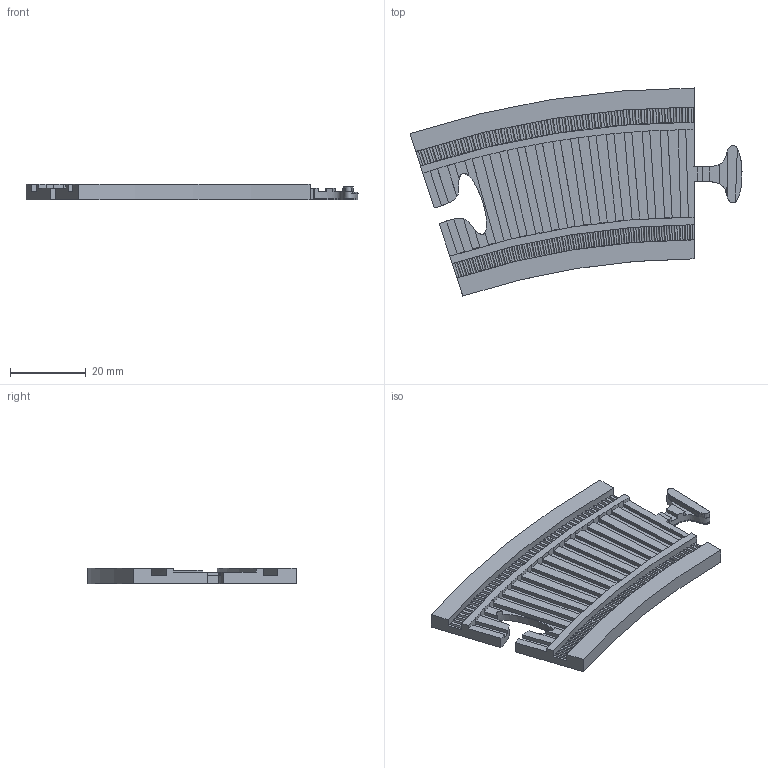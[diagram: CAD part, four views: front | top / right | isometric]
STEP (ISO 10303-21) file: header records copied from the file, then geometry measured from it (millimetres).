
FILE_DESCRIPTION(/* description */ ('','CAx-IF Rec.Pracs.---Representation and Presentation of Product Manufacturing Information (PMI)---4.0---2014-10-13'),/* implementation_level */ '2;1');
FILE_NAME(/* name */ 'Curved_ShortRail.step',/* time_stamp */ '2025-01-12T22:25:51+02:00',/* author */ (''),/* organization */ (''),/* preprocessor_version */ 'ST-DEVELOPER v20',/* originating_system */ 'Autodesk Translation Framework v13.20.0.188',/* authorisation */ '');
FILE_SCHEMA (('AP242_MANAGED_MODEL_BASED_3D_ENGINEERING_MIM_LF { 1 0 10303 442 1 1 4 }'));
Length unit declared in the file: millimetre
Products named in the file (1): FusionComponent
Bounding box: 87.44 x 54.79 x 4 mm (x, y, z)
Volume: 8831.2 mm3; surface area: 9286.8 mm2
Topology: 1 solids, 1 shells, 367 faces, 1243 edges, 878 vertices
Faces by surface type: plane 231, bspline 113, cylinder 23
Entity records: 26094 total; most frequent: CARTESIAN_POINT 16320, ORIENTED_EDGE 2486, DIRECTION 1507, EDGE_CURVE 1243, VERTEX_POINT 878, LINE 623, VECTOR 623, AXIS2_PLACEMENT_3D 442
